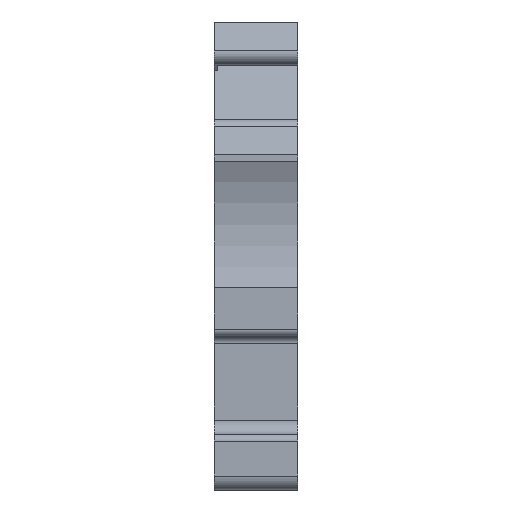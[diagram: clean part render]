
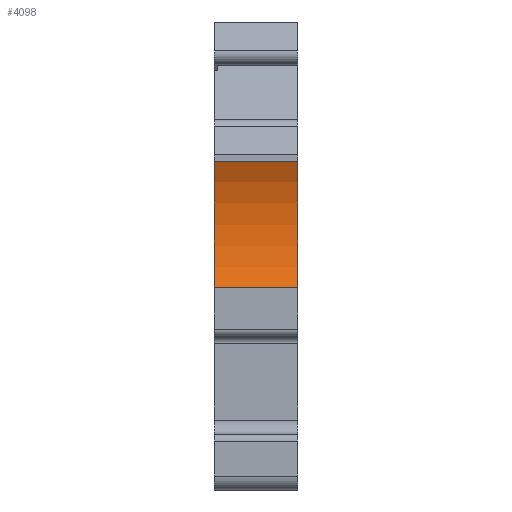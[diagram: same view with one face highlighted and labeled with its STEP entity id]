
A CAD part, left-side view. The second image highlights one B-rep face of the part: STEP entity #4098.
In plain terms, the highlighted cylindrical face has radius 10.62 mm (diameter 21.24 mm), a partial arc.
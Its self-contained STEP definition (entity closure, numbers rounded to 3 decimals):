
#43=CYLINDRICAL_SURFACE('',#4411,10.62);
#163=CIRCLE('',#4363,10.62);
#189=CIRCLE('',#4412,10.62);
#739=ORIENTED_EDGE('',*,*,#1869,.F.);
#740=ORIENTED_EDGE('',*,*,#1786,.F.);
#741=ORIENTED_EDGE('',*,*,#1870,.F.);
#742=ORIENTED_EDGE('',*,*,#1871,.F.);
#1786=EDGE_CURVE('',#2370,#2371,#163,.T.);
#1869=EDGE_CURVE('',#2371,#2431,#2814,.F.);
#1870=EDGE_CURVE('',#2432,#2370,#2815,.T.);
#1871=EDGE_CURVE('',#2431,#2432,#189,.F.);
#2370=VERTEX_POINT('',#6503);
#2371=VERTEX_POINT('',#6505);
#2431=VERTEX_POINT('',#6669);
#2432=VERTEX_POINT('',#6673);
#2814=LINE('',#6670,#3262);
#2815=LINE('',#6672,#3263);
#3262=VECTOR('',#5171,1000.);
#3263=VECTOR('',#5174,1000.);
#3532=EDGE_LOOP('',(#739,#740,#741,#742));
#3752=FACE_BOUND('',#3532,.T.);
#4098=ADVANCED_FACE('',(#3752),#43,.F.);
#4363=AXIS2_PLACEMENT_3D('',#6504,#5018,#5019);
#4411=AXIS2_PLACEMENT_3D('',#6671,#5172,#5173);
#4412=AXIS2_PLACEMENT_3D('',#6674,#5175,#5176);
#5018=DIRECTION('',(0.,1.,0.));
#5019=DIRECTION('',(-1.,0.,0.));
#5171=DIRECTION('',(0.,-1.,0.));
#5172=DIRECTION('',(0.,-1.,0.));
#5173=DIRECTION('',(0.,0.,-1.));
#5174=DIRECTION('',(0.,-1.,0.));
#5175=DIRECTION('',(0.,1.,0.));
#5176=DIRECTION('',(0.,0.,1.));
#6503=CARTESIAN_POINT('',(-49.75,-6.,6.75));
#6504=CARTESIAN_POINT('',(-59.369,-6.,2.25));
#6505=CARTESIAN_POINT('',(-49.75,-6.,-2.25));
#6669=CARTESIAN_POINT('',(-49.75,0.,-2.25));
#6670=CARTESIAN_POINT('',(-49.75,86.489,-2.25));
#6671=CARTESIAN_POINT('',(-59.369,86.489,2.25));
#6672=CARTESIAN_POINT('',(-49.75,86.489,6.75));
#6673=CARTESIAN_POINT('',(-49.75,0.,6.75));
#6674=CARTESIAN_POINT('',(-59.369,0.,2.25));
